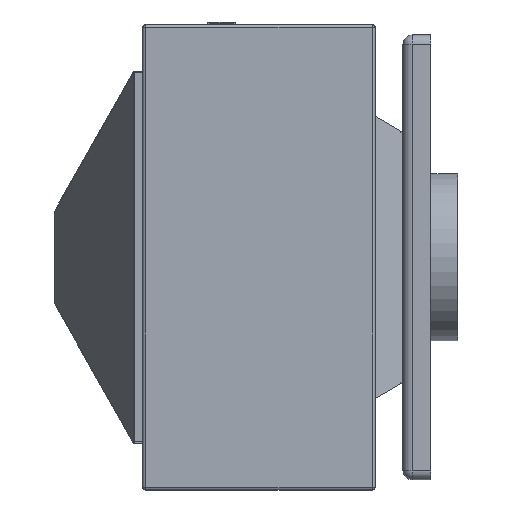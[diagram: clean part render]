
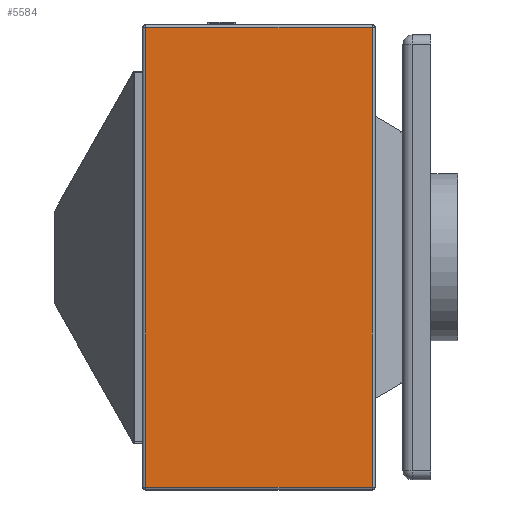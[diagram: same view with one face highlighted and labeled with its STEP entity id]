
A CAD part, left-side view. The second image highlights one B-rep face of the part: STEP entity #5584.
In plain terms, the highlighted planar face has unit normal (-1, 0, 0).
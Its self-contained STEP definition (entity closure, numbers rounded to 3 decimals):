
#5561 = ORIENTED_EDGE ( 'NONE', *, *, #5562, .T. ) ;
#5562 = EDGE_CURVE ( 'NONE', #5589, #5563, #8475, .T. ) ;
#5563 = VERTEX_POINT ( 'NONE', #8470 ) ;
#5564 = ORIENTED_EDGE ( 'NONE', *, *, #5565, .T. ) ;
#5565 = EDGE_CURVE ( 'NONE', #5563, #5566, #8465, .T. ) ;
#5566 = VERTEX_POINT ( 'NONE', #8460 ) ;
#5567 = ORIENTED_EDGE ( 'NONE', *, *, #5568, .T. ) ;
#5568 = EDGE_CURVE ( 'NONE', #5566, #5588, #8454, .T. ) ;
#5584 = ADVANCED_FACE ( 'NONE', ( #8539 ), #8538, .F. ) ;
#5585 = EDGE_LOOP ( 'NONE', ( #5586, #5561, #5564, #5567 ) ) ;
#5586 = ORIENTED_EDGE ( 'NONE', *, *, #5587, .T. ) ;
#5587 = EDGE_CURVE ( 'NONE', #5588, #5589, #8529, .T. ) ;
#5588 = VERTEX_POINT ( 'NONE', #8522 ) ;
#5589 = VERTEX_POINT ( 'NONE', #8521 ) ;
#8451 = DIRECTION ( 'NONE',  ( 0., 1., 0. ) ) ;
#8452 = VECTOR ( 'NONE', #8451, 1000. ) ;
#8453 = CARTESIAN_POINT ( 'NONE',  ( -251., 310.667, 248. ) ) ;
#8454 = LINE ( 'NONE', #8453, #8452 ) ;
#8460 = CARTESIAN_POINT ( 'NONE',  ( -251., 63., 248. ) ) ;
#8461 = DIRECTION ( 'NONE',  ( 0., 0., 1. ) ) ;
#8462 = VECTOR ( 'NONE', #8461, 1000. ) ;
#8463 = CARTESIAN_POINT ( 'NONE',  ( -251., 63., -251. ) ) ;
#8465 = LINE ( 'NONE', #8463, #8462 ) ;
#8470 = CARTESIAN_POINT ( 'NONE',  ( -251., 63., -248. ) ) ;
#8471 = DIRECTION ( 'NONE',  ( 0., -1., 0. ) ) ;
#8472 = VECTOR ( 'NONE', #8471, 1000. ) ;
#8474 = CARTESIAN_POINT ( 'NONE',  ( -251., 310.667, -248. ) ) ;
#8475 = LINE ( 'NONE', #8474, #8472 ) ;
#8521 = CARTESIAN_POINT ( 'NONE',  ( -251., 307.667, -248. ) ) ;
#8522 = CARTESIAN_POINT ( 'NONE',  ( -251., 307.667, 248. ) ) ;
#8523 = DIRECTION ( 'NONE',  ( 0., 0., -1. ) ) ;
#8525 = VECTOR ( 'NONE', #8523, 1000. ) ;
#8527 = CARTESIAN_POINT ( 'NONE',  ( -251., 307.667, -251. ) ) ;
#8529 = LINE ( 'NONE', #8527, #8525 ) ;
#8532 = DIRECTION ( 'NONE',  ( 0., 0., -1. ) ) ;
#8533 = DIRECTION ( 'NONE',  ( 1., 0., 0. ) ) ;
#8534 = AXIS2_PLACEMENT_3D ( 'NONE', #8537, #8533, #8532 ) ;
#8537 = CARTESIAN_POINT ( 'NONE',  ( -251., 310.667, -251. ) ) ;
#8538 = PLANE ( 'NONE',  #8534 ) ;
#8539 = FACE_OUTER_BOUND ( 'NONE', #5585, .T. ) ;
